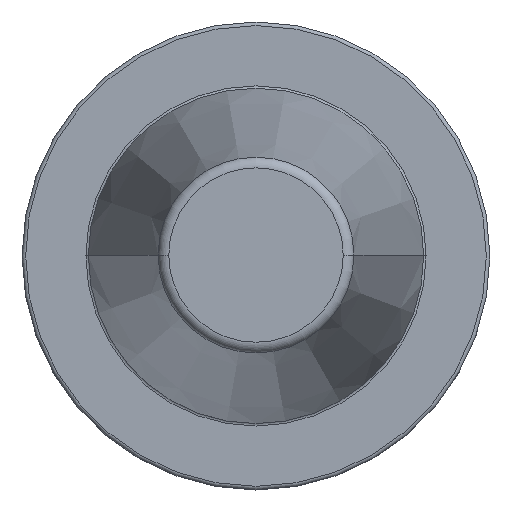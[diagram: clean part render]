
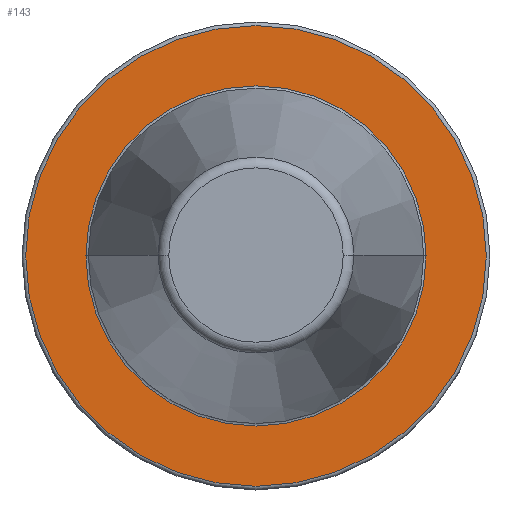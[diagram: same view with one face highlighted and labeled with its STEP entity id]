
A CAD part, top view. The second image highlights one B-rep face of the part: STEP entity #143.
In plain terms, the highlighted planar face has unit normal (0, 0, 1).
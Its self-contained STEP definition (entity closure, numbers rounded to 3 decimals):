
#143=ADVANCED_FACE('',(#180,#181),#171,.F.);
#171=PLANE('',#607);
#180=FACE_BOUND('',#201,.T.);
#181=FACE_BOUND('',#202,.T.);
#201=EDGE_LOOP('',(#273));
#202=EDGE_LOOP('',(#274,#275));
#273=ORIENTED_EDGE('',*,*,#450,.T.);
#274=ORIENTED_EDGE('',*,*,#424,.T.);
#275=ORIENTED_EDGE('',*,*,#426,.T.);
#379=VERTEX_POINT('',#884);
#382=VERTEX_POINT('',#889);
#399=VERTEX_POINT('',#942);
#424=EDGE_CURVE('',#379,#382,#495,.T.);
#426=EDGE_CURVE('',#382,#379,#497,.T.);
#450=EDGE_CURVE('',#399,#399,#511,.T.);
#495=CIRCLE('',#581,35.425);
#497=CIRCLE('',#584,35.425);
#511=CIRCLE('',#606,47.975);
#581=AXIS2_PLACEMENT_3D('',#890,#686,#687);
#584=AXIS2_PLACEMENT_3D('',#893,#692,#693);
#606=AXIS2_PLACEMENT_3D('',#941,#746,#747);
#607=AXIS2_PLACEMENT_3D('',#943,#748,#749);
#686=DIRECTION('',(0.,0.,-1.));
#687=DIRECTION('',(-1.,0.,0.));
#692=DIRECTION('',(0.,0.,-1.));
#693=DIRECTION('',(-1.,0.,0.));
#746=DIRECTION('',(0.,0.,1.));
#747=DIRECTION('',(-1.,0.,0.));
#748=DIRECTION('',(0.,0.,-1.));
#749=DIRECTION('',(1.,0.,0.));
#884=CARTESIAN_POINT('',(-35.425,0.,-3.2));
#889=CARTESIAN_POINT('',(35.425,0.,-3.2));
#890=CARTESIAN_POINT('',(0.,0.,-3.2));
#893=CARTESIAN_POINT('',(0.,0.,-3.2));
#941=CARTESIAN_POINT('',(0.,0.,-3.2));
#942=CARTESIAN_POINT('',(-47.975,0.,-3.2));
#943=CARTESIAN_POINT('',(0.,35.425,-3.2));
